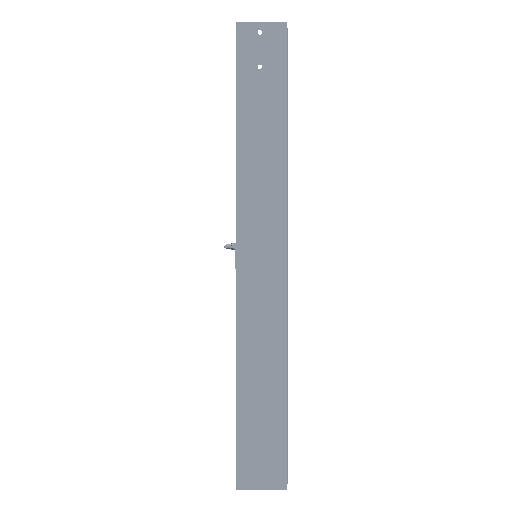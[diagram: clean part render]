
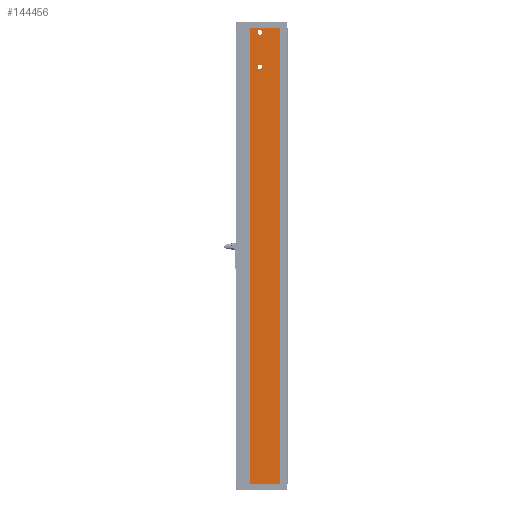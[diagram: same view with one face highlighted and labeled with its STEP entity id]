
A CAD part, left-side view. The second image highlights one B-rep face of the part: STEP entity #144456.
In plain terms, the highlighted planar face has unit normal (-1, 0, 0).
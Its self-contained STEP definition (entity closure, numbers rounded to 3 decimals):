
#2439 = ORIENTED_EDGE ( 'NONE', *, *, #90469, .T. ) ;
#8883 = LINE ( 'NONE', #33259, #125360 ) ;
#9430 = ORIENTED_EDGE ( 'NONE', *, *, #49401, .F. ) ;
#9672 = CARTESIAN_POINT ( 'NONE',  ( 0., -90., 1590. ) ) ;
#10447 = LINE ( 'NONE', #66317, #159058 ) ;
#11657 = VERTEX_POINT ( 'NONE', #33774 ) ;
#14584 = DIRECTION ( 'NONE',  ( 0., 0., 1. ) ) ;
#19754 = CARTESIAN_POINT ( 'NONE',  ( 0., -65.4, 0. ) ) ;
#27227 = CARTESIAN_POINT ( 'NONE',  ( 0., 6.5, 1462. ) ) ;
#30246 = DIRECTION ( 'NONE',  ( 0., 0., 1. ) ) ;
#31671 = CARTESIAN_POINT ( 'NONE',  ( 0., 6.5, 1582. ) ) ;
#33259 = CARTESIAN_POINT ( 'NONE',  ( 0., -65.4, 1590. ) ) ;
#33774 = CARTESIAN_POINT ( 'NONE',  ( 0., 40.9, 0. ) ) ;
#35659 = EDGE_LOOP ( 'NONE', ( #43648 ) ) ;
#37929 = DIRECTION ( 'NONE',  ( -1., 0., 0. ) ) ;
#39403 = DIRECTION ( 'NONE',  ( 1., 0., 0. ) ) ;
#40864 = AXIS2_PLACEMENT_3D ( 'NONE', #9672, #39403, #94399 ) ;
#43648 = ORIENTED_EDGE ( 'NONE', *, *, #120974, .F. ) ;
#44113 = EDGE_CURVE ( 'NONE', #11657, #161533, #10447, .T. ) ;
#48094 = CIRCLE ( 'NONE', #79748, 8. ) ;
#49401 = EDGE_CURVE ( 'NONE', #150727, #108110, #104437, .T. ) ;
#50443 = EDGE_LOOP ( 'NONE', ( #93462 ) ) ;
#52458 = CARTESIAN_POINT ( 'NONE',  ( 0., 40.9, 1590. ) ) ;
#52933 = FACE_OUTER_BOUND ( 'NONE', #84047, .T. ) ;
#53519 = LINE ( 'NONE', #122682, #120759 ) ;
#54342 = ORIENTED_EDGE ( 'NONE', *, *, #44113, .T. ) ;
#64610 = VECTOR ( 'NONE', #172959, 1000. ) ;
#66317 = CARTESIAN_POINT ( 'NONE',  ( 0., -90., 0. ) ) ;
#68108 = CARTESIAN_POINT ( 'NONE',  ( 0., -90., 1590. ) ) ;
#79095 = FACE_BOUND ( 'NONE', #35659, .T. ) ;
#79748 = AXIS2_PLACEMENT_3D ( 'NONE', #104557, #37929, #117121 ) ;
#84047 = EDGE_LOOP ( 'NONE', ( #9430, #107215, #54342, #2439 ) ) ;
#90469 = EDGE_CURVE ( 'NONE', #161533, #108110, #8883, .T. ) ;
#93462 = ORIENTED_EDGE ( 'NONE', *, *, #123405, .F. ) ;
#94399 = DIRECTION ( 'NONE',  ( 0., 0., -1. ) ) ;
#99631 = CARTESIAN_POINT ( 'NONE',  ( 0., 6.5, 1454. ) ) ;
#104437 = LINE ( 'NONE', #68108, #64610 ) ;
#104557 = CARTESIAN_POINT ( 'NONE',  ( 0., 6.5, 1574. ) ) ;
#107215 = ORIENTED_EDGE ( 'NONE', *, *, #158905, .F. ) ;
#108110 = VERTEX_POINT ( 'NONE', #167205 ) ;
#112675 = VERTEX_POINT ( 'NONE', #27227 ) ;
#117121 = DIRECTION ( 'NONE',  ( 0., 0., 1. ) ) ;
#119108 = AXIS2_PLACEMENT_3D ( 'NONE', #99631, #129205, #30246 ) ;
#120759 = VECTOR ( 'NONE', #14584, 1000. ) ;
#120974 = EDGE_CURVE ( 'NONE', #112675, #112675, #156541, .T. ) ;
#122682 = CARTESIAN_POINT ( 'NONE',  ( 0., 40.9, 0. ) ) ;
#123405 = EDGE_CURVE ( 'NONE', #143302, #143302, #48094, .T. ) ;
#125360 = VECTOR ( 'NONE', #129534, 1000. ) ;
#129205 = DIRECTION ( 'NONE',  ( -1., 0., 0. ) ) ;
#129534 = DIRECTION ( 'NONE',  ( 0., 0., 1. ) ) ;
#133009 = PLANE ( 'NONE',  #40864 ) ;
#134655 = DIRECTION ( 'NONE',  ( 0., -1., 0. ) ) ;
#143302 = VERTEX_POINT ( 'NONE', #31671 ) ;
#144456 = ADVANCED_FACE ( 'NONE', ( #146590, #79095, #52933 ), #133009, .F. ) ;
#146590 = FACE_BOUND ( 'NONE', #50443, .T. ) ;
#150727 = VERTEX_POINT ( 'NONE', #52458 ) ;
#156541 = CIRCLE ( 'NONE', #119108, 8. ) ;
#158905 = EDGE_CURVE ( 'NONE', #11657, #150727, #53519, .T. ) ;
#159058 = VECTOR ( 'NONE', #134655, 1000. ) ;
#161533 = VERTEX_POINT ( 'NONE', #19754 ) ;
#167205 = CARTESIAN_POINT ( 'NONE',  ( 0., -65.4, 1590. ) ) ;
#172959 = DIRECTION ( 'NONE',  ( 0., -1., 0. ) ) ;
